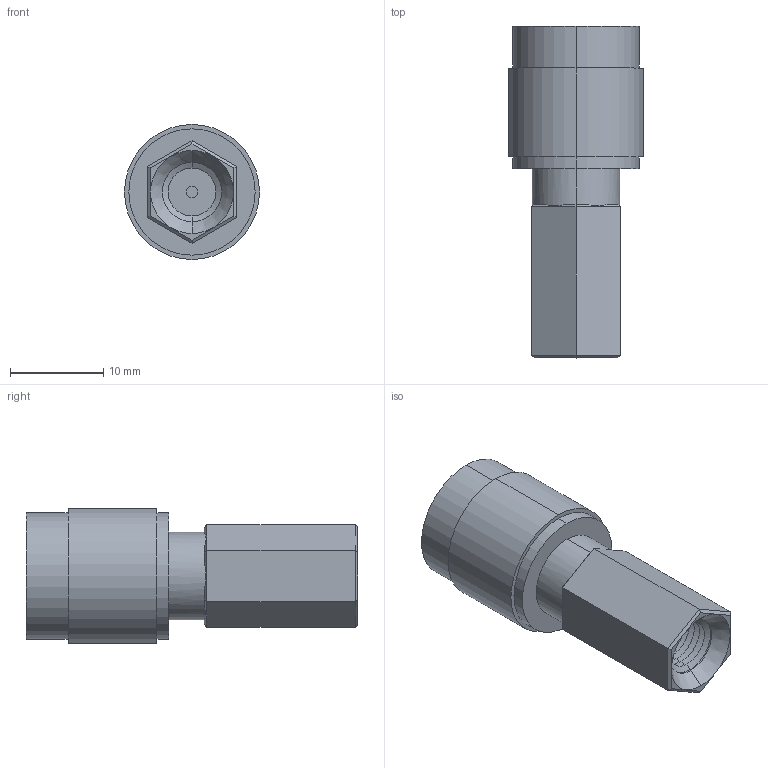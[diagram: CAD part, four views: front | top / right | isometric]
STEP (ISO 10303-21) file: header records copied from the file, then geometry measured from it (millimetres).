
FILE_DESCRIPTION (( 'STEP AP203' ), '1' );
FILE_NAME ('BAC933-59.STEP', '2006-06-30T19:32:45', ( ' ' ), ( ' ' ), 'SwSTEP 2.0', 'SolidWorks 2005354', '' );
FILE_SCHEMA (( 'CONFIG_CONTROL_DESIGN' ));
Length unit declared in the file: inch
Products named in the file (1): BAC933-59
Bounding box: 14.48 x 35.56 x 14.48 mm (x, y, z)
Volume: 2873.7 mm3; surface area: 3179 mm2
Topology: 1 solids, 1 shells, 149 faces, 334 edges, 198 vertices
Faces by surface type: plane 61, cylinder 46, cone 42
Entity records: 4179 total; most frequent: DIRECTION 772, CARTESIAN_POINT 700, ORIENTED_EDGE 668, EDGE_CURVE 334, AXIS2_PLACEMENT_3D 294, VERTEX_POINT 198, VECTOR 184, LINE 184
